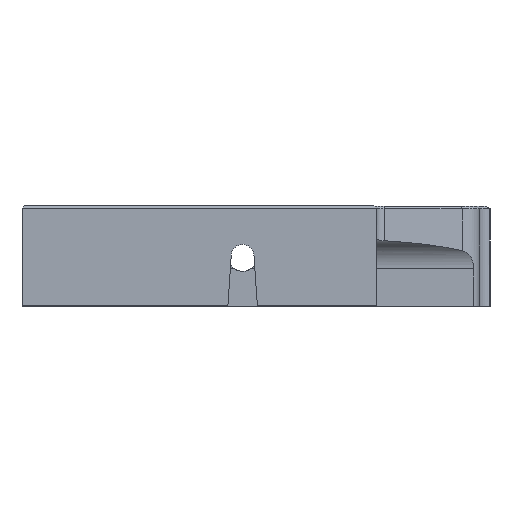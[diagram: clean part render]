
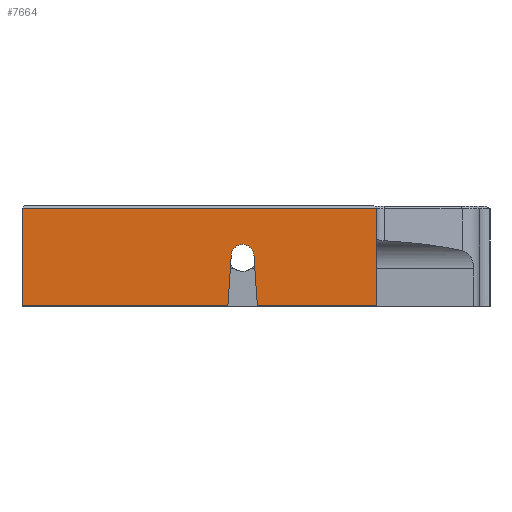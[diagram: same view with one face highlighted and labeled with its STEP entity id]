
A CAD part, top view. The second image highlights one B-rep face of the part: STEP entity #7664.
In plain terms, the highlighted planar face has unit normal (0, 0, 1).
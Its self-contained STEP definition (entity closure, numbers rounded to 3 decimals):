
#281=CIRCLE('',#8219,1.7);
#680=FACE_OUTER_BOUND('',#1088,.T.);
#1088=EDGE_LOOP('',(#6779,#6780,#6781,#6782,#6783,#6784,#6785,#6786));
#1740=LINE('',#11643,#2671);
#1752=LINE('',#11706,#2683);
#2007=LINE('',#12567,#2938);
#2008=LINE('',#12569,#2939);
#2009=LINE('',#12571,#2940);
#2010=LINE('',#12575,#2941);
#2011=LINE('',#12576,#2942);
#2671=VECTOR('',#9375,10.);
#2683=VECTOR('',#9417,1000.);
#2938=VECTOR('',#10186,10.);
#2939=VECTOR('',#10187,1000.);
#2940=VECTOR('',#10188,10.);
#2941=VECTOR('',#10191,10.);
#2942=VECTOR('',#10192,1000.);
#3449=VERTEX_POINT('',#11617);
#3450=VERTEX_POINT('',#11623);
#3468=VERTEX_POINT('',#11705);
#3659=VERTEX_POINT('',#12566);
#3660=VERTEX_POINT('',#12568);
#3661=VERTEX_POINT('',#12570);
#3662=VERTEX_POINT('',#12572);
#3663=VERTEX_POINT('',#12574);
#4359=EDGE_CURVE('',#3449,#3450,#1740,.T.);
#4380=EDGE_CURVE('',#3468,#3450,#1752,.T.);
#4739=EDGE_CURVE('',#3659,#3449,#2007,.T.);
#4740=EDGE_CURVE('',#3660,#3659,#2008,.T.);
#4741=EDGE_CURVE('',#3661,#3660,#2009,.T.);
#4742=EDGE_CURVE('',#3662,#3661,#281,.T.);
#4743=EDGE_CURVE('',#3663,#3662,#2010,.T.);
#4744=EDGE_CURVE('',#3468,#3663,#2011,.T.);
#6779=ORIENTED_EDGE('',*,*,#4359,.F.);
#6780=ORIENTED_EDGE('',*,*,#4739,.F.);
#6781=ORIENTED_EDGE('',*,*,#4740,.F.);
#6782=ORIENTED_EDGE('',*,*,#4741,.F.);
#6783=ORIENTED_EDGE('',*,*,#4742,.F.);
#6784=ORIENTED_EDGE('',*,*,#4743,.F.);
#6785=ORIENTED_EDGE('',*,*,#4744,.F.);
#6786=ORIENTED_EDGE('',*,*,#4380,.T.);
#7276=PLANE('',#8218);
#7664=ADVANCED_FACE('',(#680),#7276,.T.);
#8218=AXIS2_PLACEMENT_3D('',#12565,#10184,#10185);
#8219=AXIS2_PLACEMENT_3D('',#12573,#10189,#10190);
#9375=DIRECTION('',(1.,0.,0.));
#9417=DIRECTION('',(0.,1.,0.));
#10184=DIRECTION('center_axis',(0.,0.,
1.));
#10185=DIRECTION('ref_axis',(0.,-1.,0.));
#10186=DIRECTION('',(0.,1.,0.));
#10187=DIRECTION('',(-1.,0.,0.));
#10188=DIRECTION('',(-0.067,-0.998,0.));
#10189=DIRECTION('center_axis',(0.,0.,
1.));
#10190=DIRECTION('ref_axis',(1.,0.,0.));
#10191=DIRECTION('',(-0.067,0.998,0.));
#10192=DIRECTION('',(-1.,0.,0.));
#11617=CARTESIAN_POINT('',(80.5,140.1,-135.));
#11623=CARTESIAN_POINT('',(133.5,140.1,-135.));
#11643=CARTESIAN_POINT('',(73.,140.1,-135.));
#11705=CARTESIAN_POINT('',(133.5,125.5,-135.));
#11706=CARTESIAN_POINT('',(133.5,125.5,-135.));
#12565=CARTESIAN_POINT('Origin',(30.5,133.,-135.));
#12566=CARTESIAN_POINT('',(80.5,125.5,-135.));
#12567=CARTESIAN_POINT('',(80.5,133.,-135.));
#12568=CARTESIAN_POINT('',(111.3,125.5,-135.));
#12569=CARTESIAN_POINT('',(-11.5,125.5,-135.));
#12570=CARTESIAN_POINT('',(111.8,133.,-135.));
#12571=CARTESIAN_POINT('',(111.153,123.3,-135.));
#12572=CARTESIAN_POINT('',(115.2,133.,-135.));
#12573=CARTESIAN_POINT('Origin',(113.5,133.,-135.));
#12574=CARTESIAN_POINT('',(115.7,125.5,-135.));
#12575=CARTESIAN_POINT('',(115.294,131.597,-135.));
#12576=CARTESIAN_POINT('',(-11.5,125.5,-135.));
